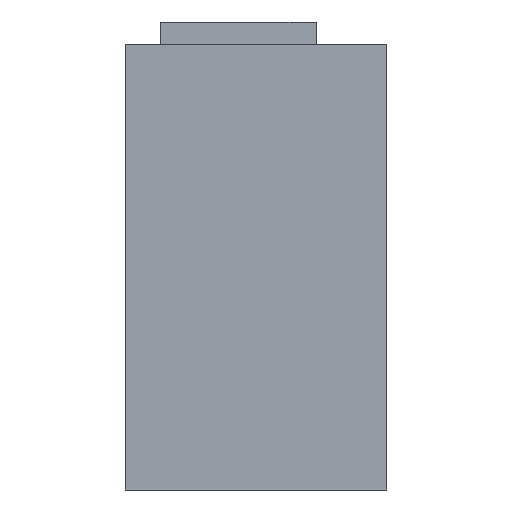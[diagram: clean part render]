
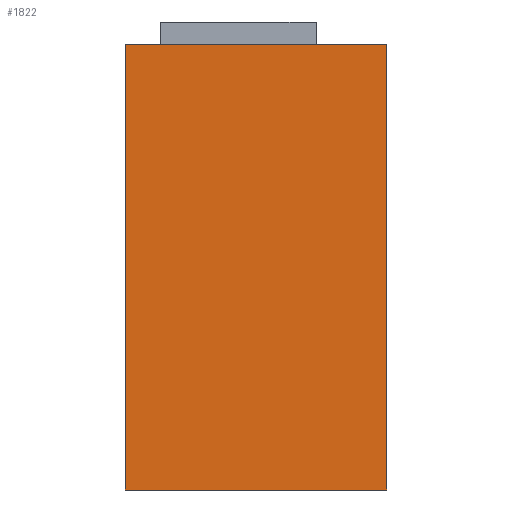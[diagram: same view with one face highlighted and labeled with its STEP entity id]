
A CAD part, left-side view. The second image highlights one B-rep face of the part: STEP entity #1822.
In plain terms, the highlighted planar face has unit normal (-1, 0, 0).
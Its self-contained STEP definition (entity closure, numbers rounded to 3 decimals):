
#242=FACE_OUTER_BOUND('',#344,.T.);
#344=EDGE_LOOP('',(#1669,#1670,#1671,#1672));
#517=LINE('',#3417,#697);
#520=LINE('',#3422,#700);
#522=LINE('',#3426,#702);
#524=LINE('',#3429,#704);
#697=VECTOR('',#2163,10.);
#700=VECTOR('',#2168,10.);
#702=VECTOR('',#2172,10.);
#704=VECTOR('',#2176,10.);
#877=VERTEX_POINT('',#3415);
#878=VERTEX_POINT('',#3416);
#879=VERTEX_POINT('',#3421);
#880=VERTEX_POINT('',#3425);
#1137=EDGE_CURVE('',#877,#878,#517,.T.);
#1140=EDGE_CURVE('',#878,#879,#520,.T.);
#1142=EDGE_CURVE('',#879,#880,#522,.T.);
#1144=EDGE_CURVE('',#880,#877,#524,.T.);
#1669=ORIENTED_EDGE('',*,*,#1144,.T.);
#1670=ORIENTED_EDGE('',*,*,#1137,.T.);
#1671=ORIENTED_EDGE('',*,*,#1140,.T.);
#1672=ORIENTED_EDGE('',*,*,#1142,.T.);
#1726=PLANE('',#1890);
#1822=ADVANCED_FACE('',(#242),#1726,.F.);
#1890=AXIS2_PLACEMENT_3D('',#3431,#2179,#2180);
#2163=DIRECTION('',(0.,0.,-1.));
#2168=DIRECTION('',(0.,-1.,0.));
#2172=DIRECTION('',(0.,0.,1.));
#2176=DIRECTION('',(0.,1.,0.));
#2179=DIRECTION('center_axis',(1.,0.,0.));
#2180=DIRECTION('ref_axis',(0.,1.,0.));
#3415=CARTESIAN_POINT('',(0.,0.,31.5));
#3416=CARTESIAN_POINT('',(0.,0.,0.));
#3417=CARTESIAN_POINT('',(0.,0.,31.5));
#3421=CARTESIAN_POINT('',(0.,-18.5,0.));
#3422=CARTESIAN_POINT('',(0.,0.,0.));
#3425=CARTESIAN_POINT('',(0.,-18.5,31.5));
#3426=CARTESIAN_POINT('',(0.,-18.5,0.));
#3429=CARTESIAN_POINT('',(0.,-18.5,31.5));
#3431=CARTESIAN_POINT('Origin',(0.,-9.25,15.75));
